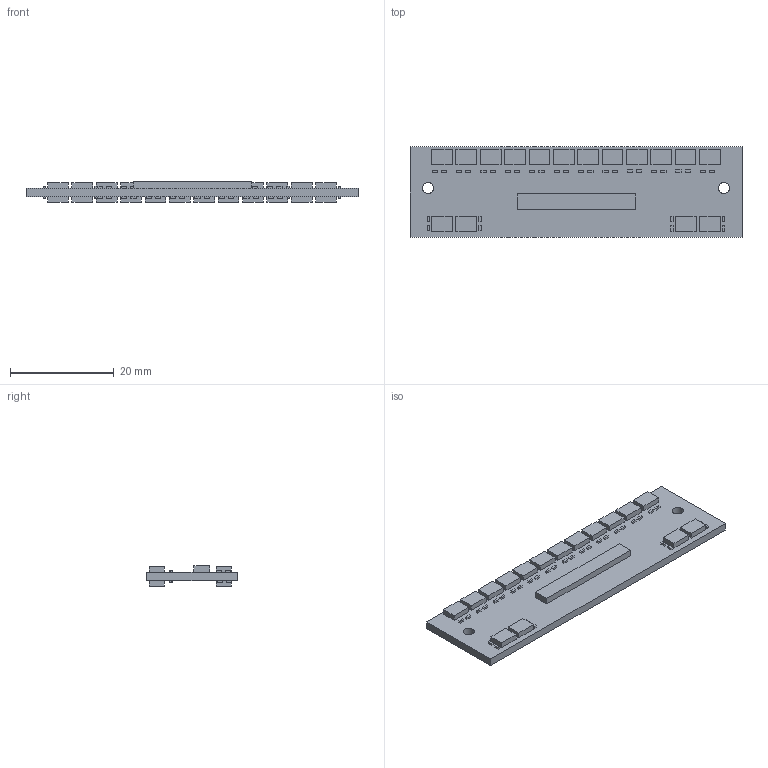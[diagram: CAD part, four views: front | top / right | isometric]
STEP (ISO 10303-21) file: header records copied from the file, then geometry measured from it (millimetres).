
FILE_DESCRIPTION(('Open CASCADE Model'),'2;1');
FILE_NAME('Open CASCADE Shape Model','2016-08-11T10:02:41',('Author'),( 'Open CASCADE'),'Open CASCADE STEP processor 6.8','Open CASCADE 6.8' ,'Unknown');
FILE_SCHEMA(('AUTOMOTIVE_DESIGN { 1 0 10303 214 1 1 1 1 }'));
Length unit declared in the file: millimetre
Products named in the file (107): PCB; Board; J5; 753092216; Extruded; R2_12; 753092080; J4_1; 753091944; J4_2; J4_3; J4_4; J4_5; J4_6; J4_7; J4_8; J4_9; J4_10; J4_11; J4_12; J4_13; J4_14; J4_15; J4_16; J4_17; J4_18; J4_19; J4_20; J4_21; J4_22; J4_23; J4_24; J4_26; J4_27; J4_28; J4_29; J4_30; J4_31; J4_32; R1_2 ...
Assembly tree (199 placements, depth 4):
  PCB
    Board
    J5
      753092216
        Extruded
    R2_12
      753092080
        Extruded
    J4_1
      753091944
        Extruded
    J4_2
      753091944
        Extruded
    J4_3
      753091944
        Extruded
    J4_4
      753091944
        Extruded
    J4_5
      753091944
        Extruded
    J4_6
      753091944
        Extruded
    J4_7
      753091944
        Extruded
    J4_8
      753091944
        Extruded
    J4_9
      753091944
        Extruded
    J4_10
      753091944
        Extruded
    J4_11
      753091944
        Extruded
    J4_12
      753091944
        Extruded
    J4_13
      753091944
        Extruded
    J4_14
      753091944
        Extruded
    J4_15
      753091944
        Extruded
    J4_16
      753091944
        Extruded
    J4_17
      753091944
        Extruded
    J4_18
Bounding box: 64 x 17.5 x 3.96 mm (x, y, z)
Volume: 2256.8 mm3; surface area: 4059.6 mm2
Topology: 98 solids, 98 shells, 590 faces, 1182 edges, 788 vertices
Faces by surface type: plane 588, cylinder 2
Full cylindrical faces by diameter (mm): 2.15 x2
Entity records: 4418 total; most frequent: DIRECTION 662, CARTESIAN_POINT 498, PRODUCT_DEFINITION_SHAPE 306, AXIS2_PLACEMENT_3D 236, CONTEXT_DEPENDENT_SHAPE_REPRESENTATION 199, ITEM_DEFINED_TRANSFORMATION 199, NEXT_ASSEMBLY_USAGE_OCCURRENCE 199, LINE 190
